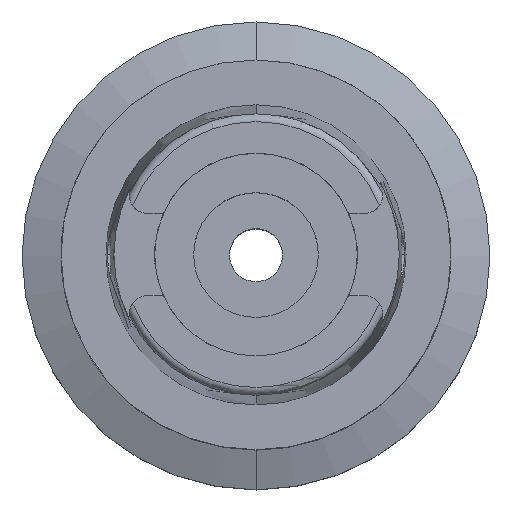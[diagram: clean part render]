
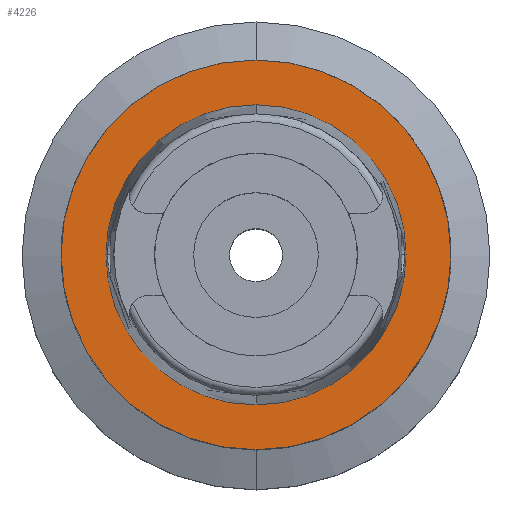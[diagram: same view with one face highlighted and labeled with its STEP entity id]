
A CAD part, top view. The second image highlights one B-rep face of the part: STEP entity #4226.
In plain terms, the highlighted planar face has unit normal (0, 0, 1).
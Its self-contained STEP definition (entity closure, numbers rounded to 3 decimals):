
#1964=CARTESIAN_POINT('',(0.,0.,0.));
#1965=DIRECTION('',(0.,0.,-1.));
#1966=DIRECTION('',(0.,-1.,0.));
#1967=AXIS2_PLACEMENT_3D('',#1964,#1965,#1966);
#1972=CARTESIAN_POINT('',(0.,0.,0.));
#1973=DIRECTION('',(0.,0.,-1.));
#1974=DIRECTION('',(0.,1.,0.));
#1975=AXIS2_PLACEMENT_3D('',#1972,#1973,#1974);
#1980=CARTESIAN_POINT('',(0.,0.,0.));
#1981=DIRECTION('',(0.,0.,1.));
#1982=DIRECTION('',(0.,-1.,0.));
#1983=AXIS2_PLACEMENT_3D('',#1980,#1981,#1982);
#1988=CARTESIAN_POINT('',(0.,0.,0.));
#1989=DIRECTION('',(0.,0.,1.));
#1990=DIRECTION('',(0.,1.,0.));
#1991=AXIS2_PLACEMENT_3D('',#1988,#1989,#1990);
#2489=CARTESIAN_POINT('',(0.,-19.25,0.));
#2490=VERTEX_POINT('',#2489);
#2491=CARTESIAN_POINT('',(0.,19.25,0.));
#2492=VERTEX_POINT('',#2491);
#2768=CARTESIAN_POINT('',(0.,25.,0.));
#2769=VERTEX_POINT('',#2768);
#2770=CARTESIAN_POINT('',(0.,-25.,0.));
#2771=VERTEX_POINT('',#2770);
#4213=CARTESIAN_POINT('',(0.,0.,0.));
#4214=DIRECTION('',(0.,0.,1.));
#4215=DIRECTION('',(0.,1.,0.));
#4216=AXIS2_PLACEMENT_3D('',#4213,#4214,#4215);
#4217=PLANE('',#4216);
#4218=ORIENTED_EDGE('',*,*,#4195,.T.);
#4219=ORIENTED_EDGE('',*,*,#4082,.T.);
#4220=EDGE_LOOP('',(#4218,#4219));
#4221=FACE_OUTER_BOUND('',#4220,.F.);
#4222=ORIENTED_EDGE('',*,*,#2996,.T.);
#4223=ORIENTED_EDGE('',*,*,#2967,.T.);
#4224=EDGE_LOOP('',(#4222,#4223));
#4225=FACE_BOUND('',#4224,.F.);
#1968=CIRCLE('',#1967,25.);
#1976=CIRCLE('',#1975,25.);
#1984=CIRCLE('',#1983,19.25);
#1992=CIRCLE('',#1991,19.25);
#2967=EDGE_CURVE('',#2492,#2490,#1992,.T.);
#2996=EDGE_CURVE('',#2490,#2492,#1984,.T.);
#4082=EDGE_CURVE('',#2769,#2771,#1976,.T.);
#4195=EDGE_CURVE('',#2771,#2769,#1968,.T.);
#4226=ADVANCED_FACE('',(#4221,#4225),#4217,.T.);
